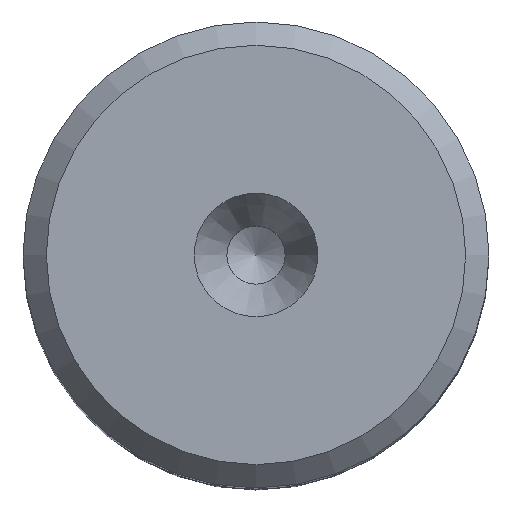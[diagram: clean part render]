
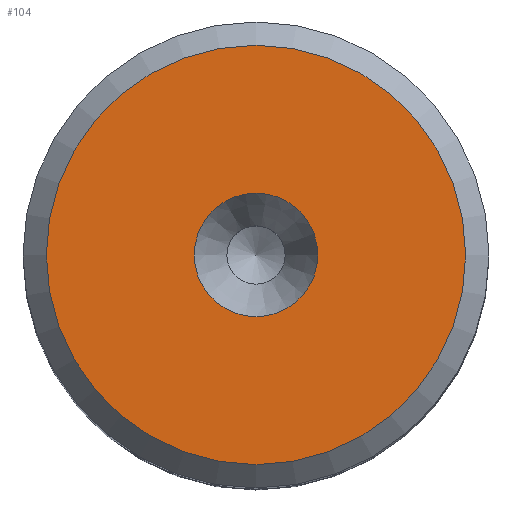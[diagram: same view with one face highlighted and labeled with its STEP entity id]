
A CAD part, top view. The second image highlights one B-rep face of the part: STEP entity #104.
In plain terms, the highlighted planar face has unit normal (0, 0, 1).
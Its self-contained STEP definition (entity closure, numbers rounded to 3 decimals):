
#60=FACE_BOUND('',#139,.T.);
#61=FACE_BOUND('',#140,.T.);
#104=ADVANCED_FACE('',(#60,#61),#116,.F.);
#116=PLANE('',#255);
#139=EDGE_LOOP('',(#167));
#140=EDGE_LOOP('',(#168));
#167=ORIENTED_EDGE('',*,*,#215,.T.);
#168=ORIENTED_EDGE('',*,*,#216,.F.);
#198=VERTEX_POINT('',#361);
#199=VERTEX_POINT('',#363);
#215=EDGE_CURVE('',#198,#198,#233,.T.);
#216=EDGE_CURVE('',#199,#199,#234,.T.);
#233=CIRCLE('',#253,2.65);
#234=CIRCLE('',#254,8.997);
#253=AXIS2_PLACEMENT_3D('',#360,#300,#301);
#254=AXIS2_PLACEMENT_3D('',#362,#302,#303);
#255=AXIS2_PLACEMENT_3D('',#364,#304,#305);
#300=DIRECTION('',(0.,0.,-1.));
#301=DIRECTION('',(-1.,0.,0.));
#302=DIRECTION('',(0.,0.,-1.));
#303=DIRECTION('',(1.,0.,0.));
#304=DIRECTION('',(0.,0.,-1.));
#305=DIRECTION('',(1.,0.,0.));
#360=CARTESIAN_POINT('',(0.,0.,76.));
#361=CARTESIAN_POINT('',(-2.65,0.,76.));
#362=CARTESIAN_POINT('',(0.,0.,76.));
#363=CARTESIAN_POINT('',(8.997,0.,76.));
#364=CARTESIAN_POINT('',(0.,0.,76.));
